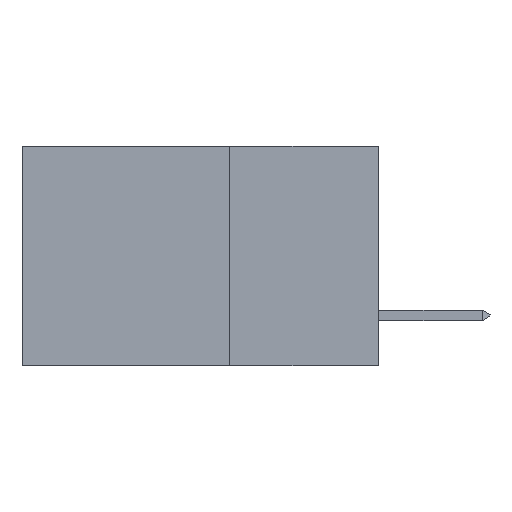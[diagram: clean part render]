
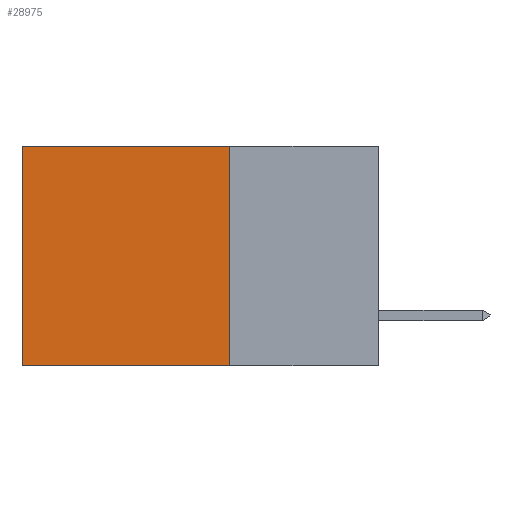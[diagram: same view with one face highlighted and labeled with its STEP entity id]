
A CAD part, left-side view. The second image highlights one B-rep face of the part: STEP entity #28975.
In plain terms, the highlighted planar face has unit normal (-1, 0, 0).
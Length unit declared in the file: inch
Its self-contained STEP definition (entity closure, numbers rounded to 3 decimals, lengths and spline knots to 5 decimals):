
#9 = EDGE_CURVE ( 'NONE', #29918, #15326, #12138, .T. ) ;
#1103 = DIRECTION ( 'NONE',  ( 0., 0., -1. ) ) ;
#2261 = DIRECTION ( 'NONE',  ( 1., 0., 0. ) ) ;
#4096 = DIRECTION ( 'NONE',  ( 0., 1., 0. ) ) ;
#4149 = CARTESIAN_POINT ( 'NONE',  ( 0.298, 0.25, 0. ) ) ;
#4968 = ORIENTED_EDGE ( 'NONE', *, *, #9, .T. ) ;
#5133 = VECTOR ( 'NONE', #12993, 39.37008 ) ;
#5472 = LINE ( 'NONE', #8994, #30720 ) ;
#7116 = ORIENTED_EDGE ( 'NONE', *, *, #12464, .T. ) ;
#7312 = PLANE ( 'NONE',  #22380 ) ;
#7867 = VECTOR ( 'NONE', #4096, 39.37008 ) ;
#8994 = CARTESIAN_POINT ( 'NONE',  ( 0.298, 0.25, 0. ) ) ;
#9526 = ORIENTED_EDGE ( 'NONE', *, *, #16726, .F. ) ;
#9688 = CARTESIAN_POINT ( 'NONE',  ( 0.298, 0.25, 0. ) ) ;
#11762 = FACE_OUTER_BOUND ( 'NONE', #26534, .T. ) ;
#12138 = LINE ( 'NONE', #22536, #13996 ) ;
#12377 = CARTESIAN_POINT ( 'NONE',  ( 0.298, 0.6, -0.37 ) ) ;
#12464 = EDGE_CURVE ( 'NONE', #13915, #29918, #24822, .T. ) ;
#12724 = EDGE_CURVE ( 'NONE', #13915, #18240, #5472, .T. ) ;
#12993 = DIRECTION ( 'NONE',  ( 0., 1., 0. ) ) ;
#13737 = CARTESIAN_POINT ( 'NONE',  ( 0.298, 0.25, -0.37 ) ) ;
#13915 = VERTEX_POINT ( 'NONE', #4149 ) ;
#13996 = VECTOR ( 'NONE', #1103, 39.37008 ) ;
#14954 = LINE ( 'NONE', #15814, #7867 ) ;
#15326 = VERTEX_POINT ( 'NONE', #12377 ) ;
#15814 = CARTESIAN_POINT ( 'NONE',  ( 0.298, 0.25, -0.37 ) ) ;
#16264 = DIRECTION ( 'NONE',  ( 0., 0., -1. ) ) ;
#16726 = EDGE_CURVE ( 'NONE', #18240, #15326, #14954, .T. ) ;
#17644 = CARTESIAN_POINT ( 'NONE',  ( 0.298, 0.25, 0. ) ) ;
#18240 = VERTEX_POINT ( 'NONE', #13737 ) ;
#21435 = DIRECTION ( 'NONE',  ( 0., 0., -1. ) ) ;
#22380 = AXIS2_PLACEMENT_3D ( 'NONE', #9688, #2261, #21435 ) ;
#22536 = CARTESIAN_POINT ( 'NONE',  ( 0.298, 0.6, 0. ) ) ;
#23678 = ORIENTED_EDGE ( 'NONE', *, *, #12724, .F. ) ;
#24822 = LINE ( 'NONE', #17644, #5133 ) ;
#26534 = EDGE_LOOP ( 'NONE', ( #4968, #9526, #23678, #7116 ) ) ;
#28975 = ADVANCED_FACE ( 'NONE', ( #11762 ), #7312, .F. ) ;
#29379 = CARTESIAN_POINT ( 'NONE',  ( 0.298, 0.6, 0. ) ) ;
#29918 = VERTEX_POINT ( 'NONE', #29379 ) ;
#30720 = VECTOR ( 'NONE', #16264, 39.37008 ) ;
